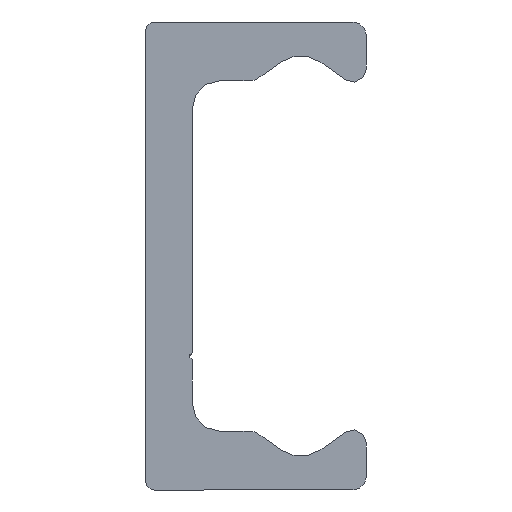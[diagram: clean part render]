
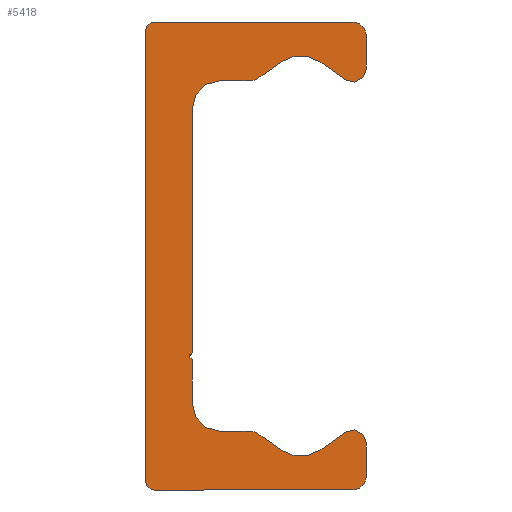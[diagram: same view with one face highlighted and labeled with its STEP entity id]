
A CAD part, left-side view. The second image highlights one B-rep face of the part: STEP entity #5418.
In plain terms, the highlighted planar face has unit normal (-1, 0, 0).
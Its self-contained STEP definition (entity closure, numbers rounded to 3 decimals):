
#4290=CARTESIAN_POINT('',(0.0,4.75,-7.25));
#4291=VERTEX_POINT('',#4290);
#4298=CARTESIAN_POINT('',(0.0,4.75,-7.75));
#4299=VERTEX_POINT('',#4298);
#4300=CARTESIAN_POINT('',(0.0,4.75,-7.5));
#4301=DIRECTION('',(-1.0,0.0,0.0));
#4302=DIRECTION('',(0.0,0.0,1.0));
#4303=AXIS2_PLACEMENT_3D('',#4300,#4301,#4302);
#4304=CIRCLE('',#4303,0.25);
#4305=EDGE_CURVE('',#4291,#4299,#4304,.T.);
#4415=CARTESIAN_POINT('',(0.0,4.75,11.1));
#4416=VERTEX_POINT('',#4415);
#4423=CARTESIAN_POINT('',(0.0,4.75,11.1));
#4424=DIRECTION('',(0.0,0.0,-1.0));
#4425=VECTOR('',#4424,18.35);
#4426=LINE('',#4423,#4425);
#4427=EDGE_CURVE('',#4416,#4291,#4426,.T.);
#4525=CARTESIAN_POINT('',(0.0,7.6,-17.5));
#4526=VERTEX_POINT('',#4525);
#4533=CARTESIAN_POINT('',(0.0,8.25,-16.85));
#4534=VERTEX_POINT('',#4533);
#4535=CARTESIAN_POINT('',(0.0,7.6,-16.85));
#4536=DIRECTION('',(1.0,0.0,0.0));
#4537=DIRECTION('',(0.0,0.0,-1.0));
#4538=AXIS2_PLACEMENT_3D('',#4535,#4536,#4537);
#4539=CIRCLE('',#4538,0.65);
#4540=EDGE_CURVE('',#4526,#4534,#4539,.T.);
#4564=CARTESIAN_POINT('',(0.0,-7.25,-17.5));
#4565=VERTEX_POINT('',#4564);
#4572=CARTESIAN_POINT('',(0.0,-7.25,-17.5));
#4573=DIRECTION('',(0.0,1.0,0.0));
#4574=VECTOR('',#4573,14.85);
#4575=LINE('',#4572,#4574);
#4576=EDGE_CURVE('',#4565,#4526,#4575,.T.);
#4596=CARTESIAN_POINT('',(0.0,-8.25,-16.5));
#4597=VERTEX_POINT('',#4596);
#4604=CARTESIAN_POINT('',(0.0,-7.25,-16.5));
#4605=DIRECTION('',(1.0,0.0,0.0));
#4606=DIRECTION('',(0.0,-1.0,0.0));
#4607=AXIS2_PLACEMENT_3D('',#4604,#4605,#4606);
#4608=CIRCLE('',#4607,1.0);
#4609=EDGE_CURVE('',#4597,#4565,#4608,.T.);
#4628=CARTESIAN_POINT('',(0.0,-8.25,-13.98));
#4629=VERTEX_POINT('',#4628);
#4636=CARTESIAN_POINT('',(0.0,-8.25,-13.98));
#4637=DIRECTION('',(0.0,0.0,-1.0));
#4638=VECTOR('',#4637,2.52);
#4639=LINE('',#4636,#4638);
#4640=EDGE_CURVE('',#4629,#4597,#4639,.T.);
#4660=CARTESIAN_POINT('',(0.0,-6.708,-13.177));
#4661=VERTEX_POINT('',#4660);
#4668=CARTESIAN_POINT('',(0.0,-7.27,-13.98));
#4669=DIRECTION('',(1.0,0.0,0.0));
#4670=DIRECTION('',(0.0,0.574,0.819));
#4671=AXIS2_PLACEMENT_3D('',#4668,#4669,#4670);
#4672=CIRCLE('',#4671,0.98);
#4673=EDGE_CURVE('',#4661,#4629,#4672,.T.);
#4692=CARTESIAN_POINT('',(0.0,-4.784,-14.524));
#4693=VERTEX_POINT('',#4692);
#4700=CARTESIAN_POINT('',(0.0,-4.784,-14.524));
#4701=DIRECTION('',(0.0,-0.819,0.574));
#4702=VECTOR('',#4701,2.349);
#4703=LINE('',#4700,#4702);
#4704=EDGE_CURVE('',#4693,#4661,#4703,.T.);
#4724=CARTESIAN_POINT('',(0.0,-1.916,-14.524));
#4725=VERTEX_POINT('',#4724);
#4732=CARTESIAN_POINT('',(0.0,-3.35,-12.477));
#4733=DIRECTION('',(-1.0,0.0,0.0));
#4734=DIRECTION('',(0.0,0.574,0.819));
#4735=AXIS2_PLACEMENT_3D('',#4732,#4733,#4734);
#4736=CIRCLE('',#4735,2.5);
#4737=EDGE_CURVE('',#4725,#4693,#4736,.T.);
#4756=CARTESIAN_POINT('',(0.0,-0.14,-13.281));
#4757=VERTEX_POINT('',#4756);
#4764=CARTESIAN_POINT('',(0.0,-0.14,-13.281));
#4765=DIRECTION('',(0.0,-0.819,-0.574));
#4766=VECTOR('',#4765,2.168);
#4767=LINE('',#4764,#4766);
#4768=EDGE_CURVE('',#4757,#4725,#4767,.T.);
#4788=CARTESIAN_POINT('',(0.0,0.433,-13.1));
#4789=VERTEX_POINT('',#4788);
#4796=CARTESIAN_POINT('',(0.0,0.433,-14.1));
#4797=DIRECTION('',(1.0,0.0,0.0));
#4798=DIRECTION('',(0.0,0.0,1.0));
#4799=AXIS2_PLACEMENT_3D('',#4796,#4797,#4798);
#4800=CIRCLE('',#4799,1.);
#4801=EDGE_CURVE('',#4789,#4757,#4800,.T.);
#4820=CARTESIAN_POINT('',(0.0,2.75,-13.1));
#4821=VERTEX_POINT('',#4820);
#4828=CARTESIAN_POINT('',(0.0,2.75,-13.1));
#4829=DIRECTION('',(0.0,-1.0,0.0));
#4830=VECTOR('',#4829,2.317);
#4831=LINE('',#4828,#4830);
#4832=EDGE_CURVE('',#4821,#4789,#4831,.T.);
#4852=CARTESIAN_POINT('',(0.0,4.75,-11.1));
#4853=VERTEX_POINT('',#4852);
#4860=CARTESIAN_POINT('',(0.0,2.75,-11.1));
#4861=DIRECTION('',(-1.0,0.0,0.0));
#4862=DIRECTION('',(0.0,0.0,1.0));
#4863=AXIS2_PLACEMENT_3D('',#4860,#4861,#4862);
#4864=CIRCLE('',#4863,2.0);
#4865=EDGE_CURVE('',#4853,#4821,#4864,.T.);
#4883=CARTESIAN_POINT('',(0.0,4.75,-7.75));
#4884=DIRECTION('',(0.0,0.0,-1.0));
#4885=VECTOR('',#4884,3.35);
#4886=LINE('',#4883,#4885);
#4887=EDGE_CURVE('',#4299,#4853,#4886,.T.);
#4907=CARTESIAN_POINT('',(0.0,2.75,13.1));
#4908=VERTEX_POINT('',#4907);
#4915=CARTESIAN_POINT('',(0.0,2.75,11.1));
#4916=DIRECTION('',(-1.0,0.0,0.0));
#4917=DIRECTION('',(0.0,-1.0,0.0));
#4918=AXIS2_PLACEMENT_3D('',#4915,#4916,#4917);
#4919=CIRCLE('',#4918,2.0);
#4920=EDGE_CURVE('',#4908,#4416,#4919,.T.);
#4939=CARTESIAN_POINT('',(0.0,0.433,13.1));
#4940=VERTEX_POINT('',#4939);
#4947=CARTESIAN_POINT('',(0.0,0.433,13.1));
#4948=DIRECTION('',(0.0,1.0,0.0));
#4949=VECTOR('',#4948,2.317);
#4950=LINE('',#4947,#4949);
#4951=EDGE_CURVE('',#4940,#4908,#4950,.T.);
#4971=CARTESIAN_POINT('',(0.0,-0.14,13.281));
#4972=VERTEX_POINT('',#4971);
#4979=CARTESIAN_POINT('',(0.0,0.433,14.1));
#4980=DIRECTION('',(1.0,0.0,0.0));
#4981=DIRECTION('',(0.0,-0.574,-0.819));
#4982=AXIS2_PLACEMENT_3D('',#4979,#4980,#4981);
#4983=CIRCLE('',#4982,1.);
#4984=EDGE_CURVE('',#4972,#4940,#4983,.T.);
#5003=CARTESIAN_POINT('',(0.0,-1.916,14.524));
#5004=VERTEX_POINT('',#5003);
#5011=CARTESIAN_POINT('',(0.0,-1.916,14.524));
#5012=DIRECTION('',(0.0,0.819,-0.574));
#5013=VECTOR('',#5012,2.168);
#5014=LINE('',#5011,#5013);
#5015=EDGE_CURVE('',#5004,#4972,#5014,.T.);
#5035=CARTESIAN_POINT('',(0.0,-4.784,14.524));
#5036=VERTEX_POINT('',#5035);
#5043=CARTESIAN_POINT('',(0.0,-3.35,12.477));
#5044=DIRECTION('',(-1.0,0.0,0.0));
#5045=DIRECTION('',(0.0,-0.574,-0.819));
#5046=AXIS2_PLACEMENT_3D('',#5043,#5044,#5045);
#5047=CIRCLE('',#5046,2.5);
#5048=EDGE_CURVE('',#5036,#5004,#5047,.T.);
#5067=CARTESIAN_POINT('',(0.0,-6.708,13.177));
#5068=VERTEX_POINT('',#5067);
#5075=CARTESIAN_POINT('',(0.0,-6.708,13.177));
#5076=DIRECTION('',(0.0,0.819,0.574));
#5077=VECTOR('',#5076,2.349);
#5078=LINE('',#5075,#5077);
#5079=EDGE_CURVE('',#5068,#5036,#5078,.T.);
#5099=CARTESIAN_POINT('',(0.0,-8.25,13.98));
#5100=VERTEX_POINT('',#5099);
#5107=CARTESIAN_POINT('',(0.0,-7.27,13.98));
#5108=DIRECTION('',(1.0,0.0,0.0));
#5109=DIRECTION('',(0.0,-1.0,0.0));
#5110=AXIS2_PLACEMENT_3D('',#5107,#5108,#5109);
#5111=CIRCLE('',#5110,0.98);
#5112=EDGE_CURVE('',#5100,#5068,#5111,.T.);
#5131=CARTESIAN_POINT('',(0.0,-8.25,16.5));
#5132=VERTEX_POINT('',#5131);
#5139=CARTESIAN_POINT('',(0.0,-8.25,16.5));
#5140=DIRECTION('',(0.0,0.0,-1.0));
#5141=VECTOR('',#5140,2.52);
#5142=LINE('',#5139,#5141);
#5143=EDGE_CURVE('',#5132,#5100,#5142,.T.);
#5163=CARTESIAN_POINT('',(0.0,-7.25,17.5));
#5164=VERTEX_POINT('',#5163);
#5171=CARTESIAN_POINT('',(0.0,-7.25,16.5));
#5172=DIRECTION('',(1.0,0.0,0.0));
#5173=DIRECTION('',(0.0,0.0,1.0));
#5174=AXIS2_PLACEMENT_3D('',#5171,#5172,#5173);
#5175=CIRCLE('',#5174,1.0);
#5176=EDGE_CURVE('',#5164,#5132,#5175,.T.);
#5195=CARTESIAN_POINT('',(0.0,7.6,17.5));
#5196=VERTEX_POINT('',#5195);
#5203=CARTESIAN_POINT('',(0.0,7.6,17.5));
#5204=DIRECTION('',(0.0,-1.0,0.0));
#5205=VECTOR('',#5204,14.85);
#5206=LINE('',#5203,#5205);
#5207=EDGE_CURVE('',#5196,#5164,#5206,.T.);
#5227=CARTESIAN_POINT('',(0.0,8.25,16.85));
#5228=VERTEX_POINT('',#5227);
#5235=CARTESIAN_POINT('',(0.0,7.6,16.85));
#5236=DIRECTION('',(1.0,0.0,0.0));
#5237=DIRECTION('',(0.0,1.0,0.0));
#5238=AXIS2_PLACEMENT_3D('',#5235,#5236,#5237);
#5239=CIRCLE('',#5238,0.65);
#5240=EDGE_CURVE('',#5228,#5196,#5239,.T.);
#5258=CARTESIAN_POINT('',(0.0,8.25,-16.85));
#5259=DIRECTION('',(0.0,0.0,1.0));
#5260=VECTOR('',#5259,33.7);
#5261=LINE('',#5258,#5260);
#5262=EDGE_CURVE('',#4534,#5228,#5261,.T.);
#5385=CARTESIAN_POINT('',(0.0,2.258,-0.017));
#5386=DIRECTION('',(1.0,0.0,0.0));
#5387=DIRECTION('',(0.0,0.0,-1.0));
#5388=AXIS2_PLACEMENT_3D('',#5385,#5386,#5387);
#5389=PLANE('',#5388);
#5390=ORIENTED_EDGE('',*,*,#5262,.F.);
#5391=ORIENTED_EDGE('',*,*,#4540,.F.);
#5392=ORIENTED_EDGE('',*,*,#4576,.F.);
#5393=ORIENTED_EDGE('',*,*,#4609,.F.);
#5394=ORIENTED_EDGE('',*,*,#4640,.F.);
#5395=ORIENTED_EDGE('',*,*,#4673,.F.);
#5396=ORIENTED_EDGE('',*,*,#4704,.F.);
#5397=ORIENTED_EDGE('',*,*,#4737,.F.);
#5398=ORIENTED_EDGE('',*,*,#4768,.F.);
#5399=ORIENTED_EDGE('',*,*,#4801,.F.);
#5400=ORIENTED_EDGE('',*,*,#4832,.F.);
#5401=ORIENTED_EDGE('',*,*,#4865,.F.);
#5402=ORIENTED_EDGE('',*,*,#4887,.F.);
#5403=ORIENTED_EDGE('',*,*,#4305,.F.);
#5404=ORIENTED_EDGE('',*,*,#4427,.F.);
#5405=ORIENTED_EDGE('',*,*,#4920,.F.);
#5406=ORIENTED_EDGE('',*,*,#4951,.F.);
#5407=ORIENTED_EDGE('',*,*,#4984,.F.);
#5408=ORIENTED_EDGE('',*,*,#5015,.F.);
#5409=ORIENTED_EDGE('',*,*,#5048,.F.);
#5410=ORIENTED_EDGE('',*,*,#5079,.F.);
#5411=ORIENTED_EDGE('',*,*,#5112,.F.);
#5412=ORIENTED_EDGE('',*,*,#5143,.F.);
#5413=ORIENTED_EDGE('',*,*,#5176,.F.);
#5414=ORIENTED_EDGE('',*,*,#5207,.F.);
#5415=ORIENTED_EDGE('',*,*,#5240,.F.);
#5416=EDGE_LOOP('',(#5390,#5391,#5392,#5393,#5394,#5395,#5396,#5397,#5398,#5399,#5400,#5401,#5402,#5403,#5404,#5405,#5406,#5407,#5408,#5409,#5410,#5411,#5412,#5413,#5414,#5415));
#5417=FACE_OUTER_BOUND('',#5416,.T.);
#5418=ADVANCED_FACE('',(#5417),#5389,.F.);
